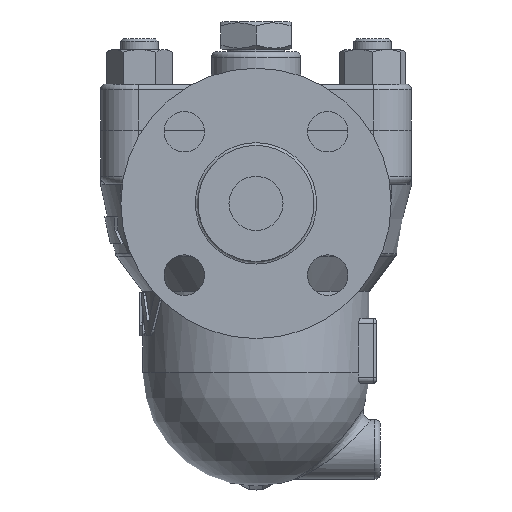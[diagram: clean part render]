
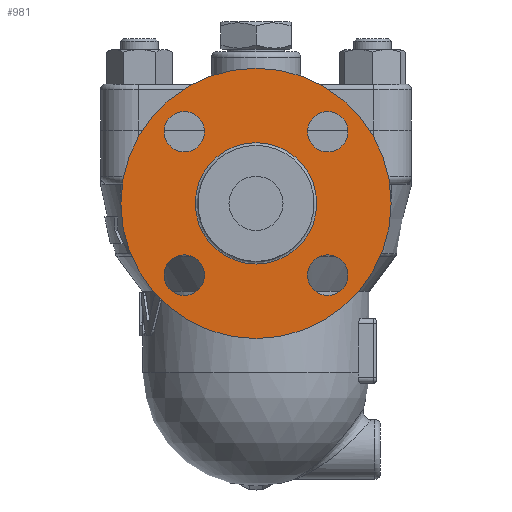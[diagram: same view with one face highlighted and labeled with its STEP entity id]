
A CAD part, left-side view. The second image highlights one B-rep face of the part: STEP entity #981.
In plain terms, the highlighted free-form (B-spline) face has degree [1, 1] with [2, 2] control points.
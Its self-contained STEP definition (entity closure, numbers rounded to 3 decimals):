
#592=CARTESIAN_POINT('',(-124.5,0.0,43.));
#593=VERTEX_POINT('',#592);
#594=CARTESIAN_POINT('',(-124.5,0.0,-7.));
#595=DIRECTION('',(-1.0,0.0,0.0));
#596=DIRECTION('',(0.0,0.0,1.0));
#597=AXIS2_PLACEMENT_3D('',#594,#595,#596);
#598=CIRCLE('',#597,50.);
#599=EDGE_CURVE('',#593,#593,#598,.T.);
#615=CARTESIAN_POINT('',(-124.5,-19.017,19.517));
#616=VERTEX_POINT('',#615);
#617=CARTESIAN_POINT('',(-124.5,-26.517,19.517));
#618=DIRECTION('',(1.0,0.0,0.0));
#619=DIRECTION('',(0.0,1.0,0.0));
#620=AXIS2_PLACEMENT_3D('',#617,#618,#619);
#621=CIRCLE('',#620,7.5);
#622=EDGE_CURVE('',#616,#616,#621,.T.);
#635=CARTESIAN_POINT('',(-124.5,-26.517,-26.017));
#636=VERTEX_POINT('',#635);
#637=CARTESIAN_POINT('',(-124.5,-26.517,-33.517));
#638=DIRECTION('',(1.0,0.0,0.0));
#639=DIRECTION('',(0.0,0.0,1.0));
#640=AXIS2_PLACEMENT_3D('',#637,#638,#639);
#641=CIRCLE('',#640,7.5);
#642=EDGE_CURVE('',#636,#636,#641,.T.);
#655=CARTESIAN_POINT('',(-124.5,19.017,-33.517));
#656=VERTEX_POINT('',#655);
#657=CARTESIAN_POINT('',(-124.5,26.517,-33.517));
#658=DIRECTION('',(1.0,0.0,0.0));
#659=DIRECTION('',(0.0,-1.0,0.0));
#660=AXIS2_PLACEMENT_3D('',#657,#658,#659);
#661=CIRCLE('',#660,7.5);
#662=EDGE_CURVE('',#656,#656,#661,.T.);
#675=CARTESIAN_POINT('',(-124.5,26.517,12.017));
#676=VERTEX_POINT('',#675);
#677=CARTESIAN_POINT('',(-124.5,26.517,19.517));
#678=DIRECTION('',(1.0,0.0,0.0));
#679=DIRECTION('',(0.0,0.0,-1.0));
#680=AXIS2_PLACEMENT_3D('',#677,#678,#679);
#681=CIRCLE('',#680,7.5);
#682=EDGE_CURVE('',#676,#676,#681,.T.);
#946=CARTESIAN_POINT('',(-124.5,0.,15.45));
#947=VERTEX_POINT('',#946);
#948=CARTESIAN_POINT('',(-124.5,0.0,-7.));
#949=DIRECTION('',(1.0,0.0,0.0));
#950=DIRECTION('',(0.0,0.0,-1.0));
#951=AXIS2_PLACEMENT_3D('',#948,#949,#950);
#952=CIRCLE('',#951,22.45);
#953=EDGE_CURVE('',#947,#947,#952,.T.);
#958=CARTESIAN_POINT('',(-124.5,50.,43.));
#959=CARTESIAN_POINT('',(-124.5,50.,-57.));
#960=CARTESIAN_POINT('',(-124.5,-50.,43.));
#961=CARTESIAN_POINT('',(-124.5,-50.,-57.));
#962=B_SPLINE_SURFACE_WITH_KNOTS('',1,1,((#958,#960),(#959,#961)),.UNSPECIFIED.,.F.,.F.,.U.,(2,2),(2,2),(0.0,100.),(0.0,100.),.UNSPECIFIED.);
#963=ORIENTED_EDGE('',*,*,#599,.T.);
#964=EDGE_LOOP('',(#963));
#965=FACE_OUTER_BOUND('',#964,.T.);
#966=ORIENTED_EDGE('',*,*,#622,.T.);
#967=EDGE_LOOP('',(#966));
#968=FACE_BOUND('',#967,.T.);
#969=ORIENTED_EDGE('',*,*,#642,.T.);
#970=EDGE_LOOP('',(#969));
#971=FACE_BOUND('',#970,.T.);
#972=ORIENTED_EDGE('',*,*,#662,.T.);
#973=EDGE_LOOP('',(#972));
#974=FACE_BOUND('',#973,.T.);
#975=ORIENTED_EDGE('',*,*,#682,.T.);
#976=EDGE_LOOP('',(#975));
#977=FACE_BOUND('',#976,.T.);
#978=ORIENTED_EDGE('',*,*,#953,.T.);
#979=EDGE_LOOP('',(#978));
#980=FACE_BOUND('',#979,.T.);
#981=ADVANCED_FACE('',(#965,#968,#971,#974,#977,#980),#962,.T.);
